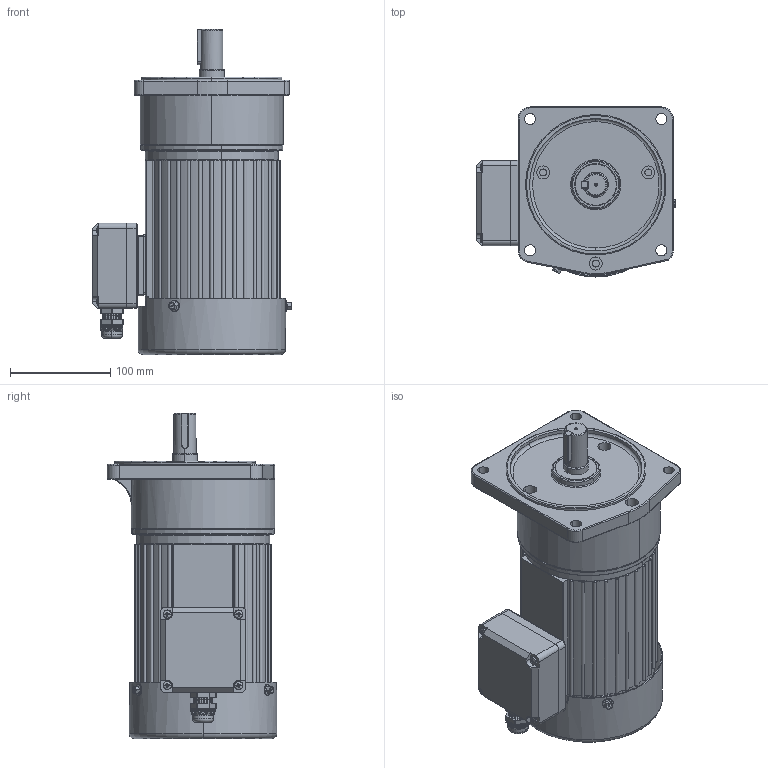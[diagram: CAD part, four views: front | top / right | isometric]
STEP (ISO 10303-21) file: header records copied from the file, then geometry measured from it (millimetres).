
FILE_DESCRIPTION (( 'STEP AP203' ), '1' );
FILE_NAME ('(標準品)G12V400W(5B25XXX100)(減速比共用).STEP', '2016-01-28T08:32:55', ( 'SE' ), ( 'SE' ), 'SwSTEP 2.0', 'SolidWorks 2010', '' );
FILE_SCHEMA (( 'CONFIG_CONTROL_DESIGN' ));
Products named in the file (16): 400W風扇蓋145x56／缺口70(直角); G12-400C1; 出線盒下蓋; 成品-塑膠T盒; G12VBOX2; (標準品)G12V400W(5B25XXX100)(減速比共用); M400C1A; 400W煞車馬達後蓋SAB_90度; G12OS1-02; 7x7xL_35L; 油封42x25x8; 外六角內十字螺絲M5 x 10_ISO 4162 - M5 x 10 x 10-N; 出線盒上蓋; ･Xｽuｲｰｹﾔ､TH-UP3(PVC2mmｫp); 丸頭螺絲 M4 x35 --35N_JIS B 1111 Binding head screw M4 x 8 --8N; 出線頭 Ver.2
Assembly tree (20 placements, depth 3):
  (標準品)G12V400W(5B25XXX100)(減速比共用)
    外六角內十字螺絲M5 x 10_ISO 4162 - M5 x 10 x 10-N  x3
    400W風扇蓋145x56／缺口70(直角)
    G12-400C1
    G12VBOX2
    7x7xL_35L
    成品-塑膠T盒
      丸頭螺絲 M4 x35 --35N_JIS B 1111 Binding head screw M4 x 8 --8N  x4
      出線頭 Ver.2
      ･Xｽuｲｰｹﾔ､TH-UP3(PVC2mmｫp)
      出線盒上蓋
      出線盒下蓋
    G12OS1-02
    油封42x25x8
    M400C1A
    400W煞車馬達後蓋SAB_90度
Bounding box: 197.61 x 169 x 324 mm (x, y, z)
Volume: 4070853 mm3; surface area: 427753.1 mm2
Topology: 19 solids, 22 shells, 2707 faces, 7105 edges, 4476 vertices
Faces by surface type: cone 922, plane 833, cylinder 825, torus 93, bspline 20, sphere 14
Entity records: 54382 total; most frequent: CARTESIAN_POINT 10890, DIRECTION 8833, ORIENTED_EDGE 8634, EDGE_CURVE 4317, AXIS2_PLACEMENT_3D 3150, VERTEX_POINT 2747, VECTOR 2533, LINE 2533
